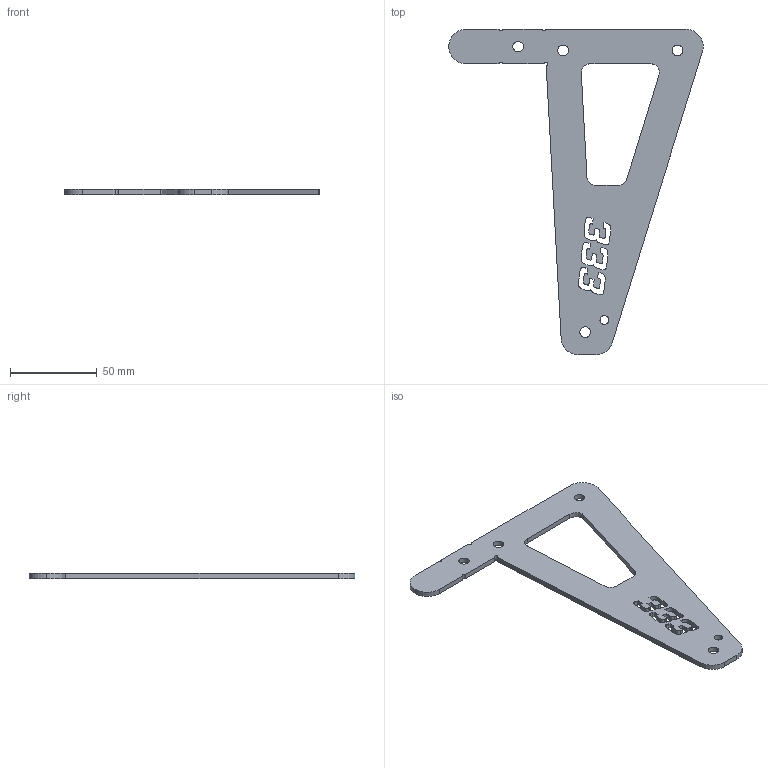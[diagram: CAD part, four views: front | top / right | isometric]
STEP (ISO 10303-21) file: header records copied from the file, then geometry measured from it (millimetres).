
FILE_DESCRIPTION (( 'STEP AP214' ), '1' );
FILE_NAME ('Support regulateur.STEP', '2023-01-13T15:31:49', ( '' ), ( '' ), 'SwSTEP 2.0', 'SolidWorks 2023', '' );
FILE_SCHEMA (( 'AUTOMOTIVE_DESIGN' ));
Length unit declared in the file: millimetre
Products named in the file (1): Support regulateur
Bounding box: 146.77 x 187.82 x 3 mm (x, y, z)
Volume: 28811.2 mm3; surface area: 22648.1 mm2
Topology: 1 solids, 1 shells, 137 faces, 405 edges, 270 vertices
Faces by surface type: plane 59, bspline 54, cylinder 24
Entity records: 6614 total; most frequent: CARTESIAN_POINT 3219, ORIENTED_EDGE 810, DIRECTION 513, EDGE_CURVE 405, VERTEX_POINT 270, LINE 249, VECTOR 249, EDGE_LOOP 155
